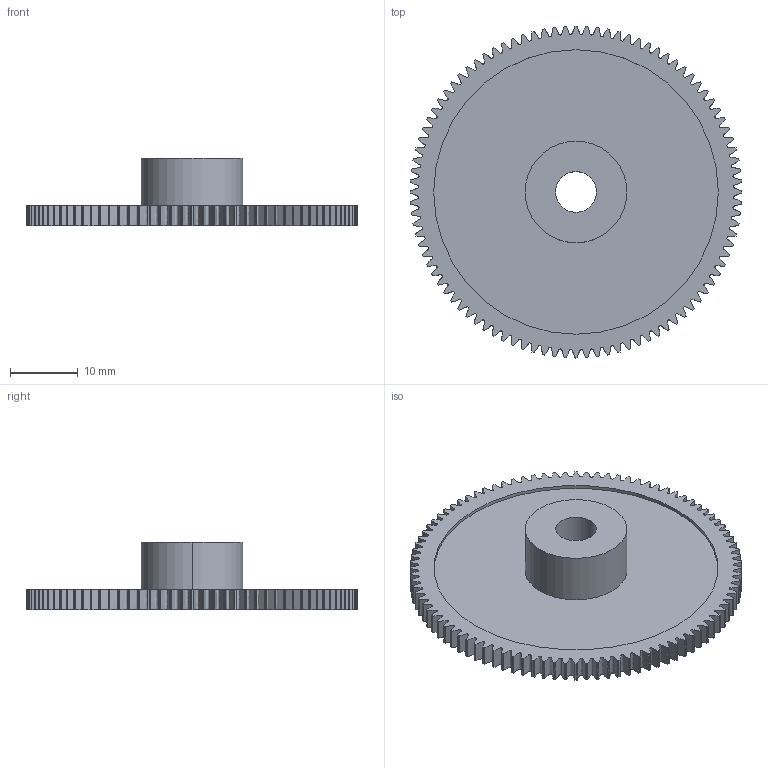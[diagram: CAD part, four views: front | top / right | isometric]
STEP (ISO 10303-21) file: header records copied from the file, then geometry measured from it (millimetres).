
FILE_DESCRIPTION (( 'STEP AP203' ), '1' );
FILE_NAME ('119-005-096.STEP', '2010-02-26T11:01:15', ( 'WMH Herion Antriebstechnik GmbH' ), ( 'WMH Herion Antriebstechnik GmbH' ), 'SwSTEP 2.0', 'SolidWorks 2010', '' );
FILE_SCHEMA (( 'CONFIG_CONTROL_DESIGN' ));
Length unit declared in the file: millimetre
Products named in the file (1): 119-005-096
Bounding box: 48.99 x 48.99 x 10 mm (x, y, z)
Volume: 5130.7 mm3; surface area: 5151.9 mm2
Topology: 1 solids, 1 shells, 304 faces, 894 edges, 596 vertices
Faces by surface type: bspline 288, cylinder 10, plane 6
Entity records: 19215 total; most frequent: CARTESIAN_POINT 13027, ORIENTED_EDGE 1788, EDGE_CURVE 894, VERTEX_POINT 596, B_SPLINE_CURVE_WITH_KNOTS 576, DIRECTION 372, EDGE_LOOP 310, ADVANCED_FACE 304
